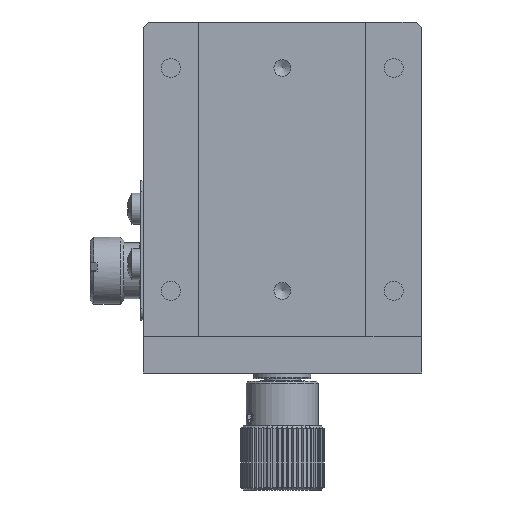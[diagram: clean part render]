
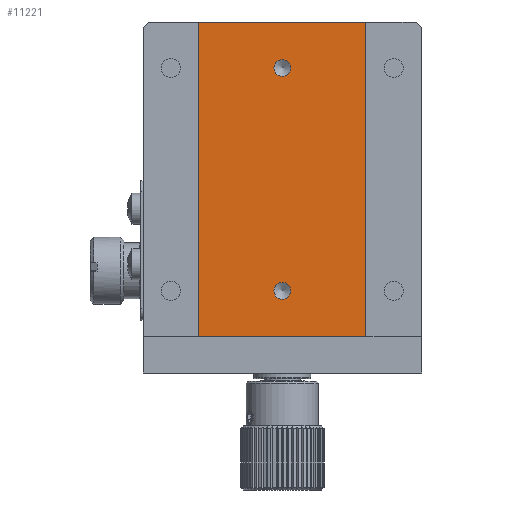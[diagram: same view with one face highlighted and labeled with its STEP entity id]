
A CAD part, front view. The second image highlights one B-rep face of the part: STEP entity #11221.
In plain terms, the highlighted planar face has unit normal (0, -1, 0).
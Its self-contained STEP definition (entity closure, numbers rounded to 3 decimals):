
#487 = DIRECTION ( 'NONE',  ( 0., -1., 0. ) ) ;
#684 = EDGE_CURVE ( 'NONE', #19805, #18877, #16875, .T. ) ;
#1413 = CARTESIAN_POINT ( 'NONE',  ( 48.771, 58.036, 40.018 ) ) ;
#1608 = CIRCLE ( 'NONE', #22309, 1.5 ) ;
#2439 = CARTESIAN_POINT ( 'NONE',  ( 33.771, 58.036, 33.268 ) ) ;
#2755 = EDGE_LOOP ( 'NONE', ( #15032, #6087, #3165, #14158 ) ) ;
#3126 = EDGE_CURVE ( 'NONE', #19304, #10044, #6663, .T. ) ;
#3165 = ORIENTED_EDGE ( 'NONE', *, *, #684, .F. ) ;
#3690 = AXIS2_PLACEMENT_3D ( 'NONE', #23064, #23335, #24968 ) ;
#4817 = VECTOR ( 'NONE', #6196, 1000. ) ;
#5686 = CARTESIAN_POINT ( 'NONE',  ( 48.771, 58.036, 80.018 ) ) ;
#6087 = ORIENTED_EDGE ( 'NONE', *, *, #16612, .T. ) ;
#6156 = CARTESIAN_POINT ( 'NONE',  ( 33.771, 58.036, 89.768 ) ) ;
#6196 = DIRECTION ( 'NONE',  ( 0., 0., -1. ) ) ;
#6365 = EDGE_CURVE ( 'NONE', #19805, #10044, #8331, .T. ) ;
#6663 = LINE ( 'NONE', #21130, #15322 ) ;
#6678 = DIRECTION ( 'NONE',  ( 0., 0., -1. ) ) ;
#6698 = CIRCLE ( 'NONE', #3690, 1.5 ) ;
#7475 = VERTEX_POINT ( 'NONE', #1413 ) ;
#7673 = FACE_OUTER_BOUND ( 'NONE', #2755, .T. ) ;
#8305 = EDGE_CURVE ( 'NONE', #7475, #7475, #1608, .T. ) ;
#8331 = LINE ( 'NONE', #21014, #10150 ) ;
#9313 = PLANE ( 'NONE',  #14647 ) ;
#10044 = VERTEX_POINT ( 'NONE', #6156 ) ;
#10150 = VECTOR ( 'NONE', #18858, 1000. ) ;
#10641 = CARTESIAN_POINT ( 'NONE',  ( 63.771, 58.036, 33.268 ) ) ;
#11221 = ADVANCED_FACE ( 'NONE', ( #7673, #25657, #15541 ), #9313, .F. ) ;
#14158 = ORIENTED_EDGE ( 'NONE', *, *, #6365, .T. ) ;
#14647 = AXIS2_PLACEMENT_3D ( 'NONE', #17554, #17949, #26199 ) ;
#15016 = EDGE_LOOP ( 'NONE', ( #22746 ) ) ;
#15032 = ORIENTED_EDGE ( 'NONE', *, *, #3126, .F. ) ;
#15322 = VECTOR ( 'NONE', #16950, 1000. ) ;
#15541 = FACE_BOUND ( 'NONE', #15016, .T. ) ;
#16612 = EDGE_CURVE ( 'NONE', #19304, #18877, #26125, .T. ) ;
#16700 = VECTOR ( 'NONE', #19500, 1000. ) ;
#16875 = LINE ( 'NONE', #22683, #4817 ) ;
#16950 = DIRECTION ( 'NONE',  ( 0., 0., 1. ) ) ;
#17554 = CARTESIAN_POINT ( 'NONE',  ( 33.771, 58.036, 33.268 ) ) ;
#17949 = DIRECTION ( 'NONE',  ( 0., 1., 0. ) ) ;
#18248 = ORIENTED_EDGE ( 'NONE', *, *, #8305, .F. ) ;
#18858 = DIRECTION ( 'NONE',  ( -1., 0., 0. ) ) ;
#18877 = VERTEX_POINT ( 'NONE', #10641 ) ;
#19304 = VERTEX_POINT ( 'NONE', #2439 ) ;
#19500 = DIRECTION ( 'NONE',  ( 1., 0., 0. ) ) ;
#19774 = CARTESIAN_POINT ( 'NONE',  ( 23.771, 58.036, 33.268 ) ) ;
#19805 = VERTEX_POINT ( 'NONE', #20525 ) ;
#20525 = CARTESIAN_POINT ( 'NONE',  ( 63.771, 58.036, 89.768 ) ) ;
#21014 = CARTESIAN_POINT ( 'NONE',  ( 23.771, 58.036, 89.768 ) ) ;
#21130 = CARTESIAN_POINT ( 'NONE',  ( 33.771, 58.036, 33.268 ) ) ;
#21688 = EDGE_CURVE ( 'NONE', #26485, #26485, #6698, .T. ) ;
#22309 = AXIS2_PLACEMENT_3D ( 'NONE', #25190, #487, #6678 ) ;
#22683 = CARTESIAN_POINT ( 'NONE',  ( 63.771, 58.036, 33.268 ) ) ;
#22746 = ORIENTED_EDGE ( 'NONE', *, *, #21688, .F. ) ;
#23064 = CARTESIAN_POINT ( 'NONE',  ( 48.771, 58.036, 81.518 ) ) ;
#23335 = DIRECTION ( 'NONE',  ( 0., -1., 0. ) ) ;
#23810 = EDGE_LOOP ( 'NONE', ( #18248 ) ) ;
#24968 = DIRECTION ( 'NONE',  ( 0., 0., -1. ) ) ;
#25190 = CARTESIAN_POINT ( 'NONE',  ( 48.771, 58.036, 41.518 ) ) ;
#25657 = FACE_BOUND ( 'NONE', #23810, .T. ) ;
#26125 = LINE ( 'NONE', #19774, #16700 ) ;
#26199 = DIRECTION ( 'NONE',  ( -1., 0., 0. ) ) ;
#26485 = VERTEX_POINT ( 'NONE', #5686 ) ;
